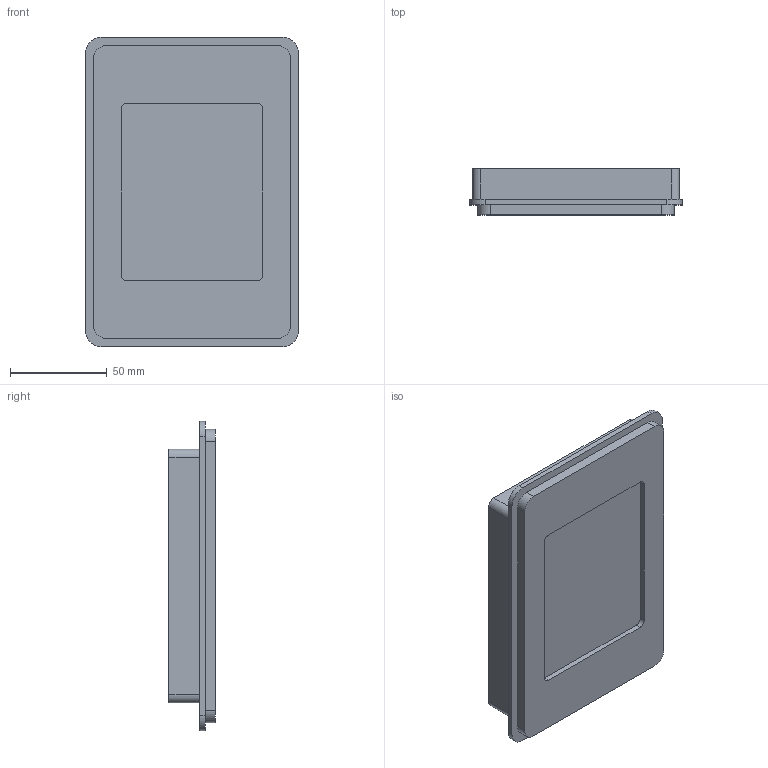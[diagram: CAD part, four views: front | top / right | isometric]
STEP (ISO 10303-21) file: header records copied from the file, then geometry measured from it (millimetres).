
FILE_DESCRIPTION(/* description */ (''),/* implementation_level */ '2;1');
FILE_NAME(/* name */ 'diSPIMSamplePool.step',/* time_stamp */ '2017-10-18T10:47:37-07:00',/* author */ ('Nicovich12'),/* organization */ (''),/* preprocessor_version */ 'ST-DEVELOPER v16.13',/* originating_system */ 'Autodesk Translation Framework v6.5.0.72',/* authorisation */ '');
FILE_SCHEMA (('AUTOMOTIVE_DESIGN { 1 0 10303 214 3 1 1 }'));
Length unit declared in the file: millimetre
Products named in the file (1): diSPIM Sample Pool
Bounding box: 110 x 24 x 160 mm (x, y, z)
Volume: 144441.5 mm3; surface area: 73764.5 mm2
Topology: 3 solids, 3 shells, 85 faces, 228 edges, 152 vertices
Faces by surface type: plane 45, cylinder 40
Entity records: 2763 total; most frequent: CARTESIAN_POINT 502, DIRECTION 476, ORIENTED_EDGE 456, EDGE_CURVE 228, AXIS2_PLACEMENT_3D 166, VERTEX_POINT 152, LINE 144, VECTOR 144
